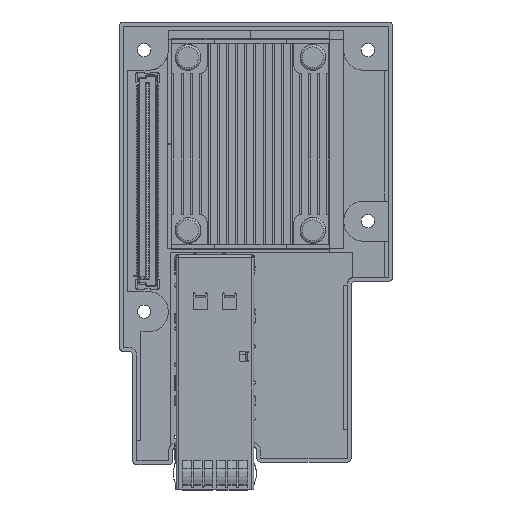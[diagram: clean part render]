
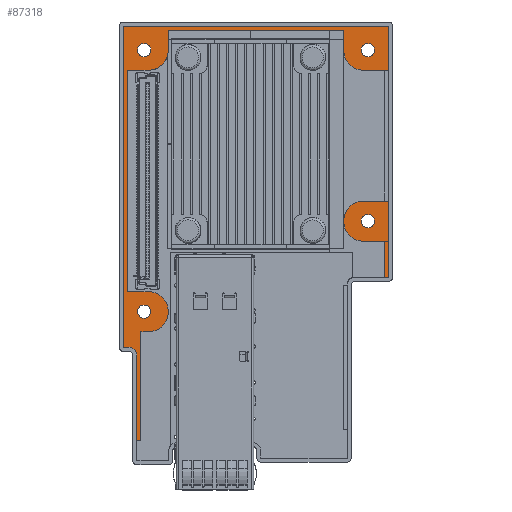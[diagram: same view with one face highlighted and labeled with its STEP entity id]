
A CAD part, top view. The second image highlights one B-rep face of the part: STEP entity #87318.
In plain terms, the highlighted planar face has unit normal (0, 0, 1).
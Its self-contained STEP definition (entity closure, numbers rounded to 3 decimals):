
#1454=CIRCLE('',#92751,1.65);
#1456=CIRCLE('',#92754,1.65);
#1466=CIRCLE('',#92769,1.65);
#1468=CIRCLE('',#92772,1.65);
#1514=CIRCLE('',#92849,5.);
#1515=CIRCLE('',#92850,2.);
#1516=CIRCLE('',#92851,5.);
#1517=CIRCLE('',#92852,5.);
#1518=CIRCLE('',#92853,5.);
#3873=FACE_BOUND('',#12941,.T.);
#3874=FACE_BOUND('',#12942,.T.);
#3875=FACE_BOUND('',#12943,.T.);
#3876=FACE_BOUND('',#12944,.T.);
#8384=FACE_OUTER_BOUND('',#12940,.T.);
#12940=EDGE_LOOP('',(#78372,#78373,#78374,#78375,#78376,#78377,#78378,#78379,
#78380,#78381,#78382,#78383,#78384,#78385,#78386,#78387,#78388,#78389,#78390,
#78391,#78392,#78393,#78394,#78395,#78396));
#12941=EDGE_LOOP('',(#78397));
#12942=EDGE_LOOP('',(#78398));
#12943=EDGE_LOOP('',(#78399));
#12944=EDGE_LOOP('',(#78400));
#23378=LINE('',#143952,#34149);
#23381=LINE('',#143961,#34152);
#23382=LINE('',#143963,#34153);
#23383=LINE('',#143965,#34154);
#23384=LINE('',#143967,#34155);
#23385=LINE('',#143969,#34156);
#23386=LINE('',#143971,#34157);
#23387=LINE('',#143973,#34158);
#23388=LINE('',#143977,#34159);
#23389=LINE('',#143979,#34160);
#23390=LINE('',#143981,#34161);
#23391=LINE('',#143983,#34162);
#23392=LINE('',#143987,#34163);
#23393=LINE('',#143989,#34164);
#23394=LINE('',#143991,#34165);
#23395=LINE('',#143995,#34166);
#23396=LINE('',#143997,#34167);
#23397=LINE('',#143999,#34168);
#23398=LINE('',#144002,#34169);
#23399=LINE('',#144003,#34170);
#34149=VECTOR('',#113819,32.5);
#34152=VECTOR('',#113826,5.2);
#34153=VECTOR('',#113827,8.9);
#34154=VECTOR('',#113828,1.);
#34155=VECTOR('',#113829,62.4);
#34156=VECTOR('',#113830,66.);
#34157=VECTOR('',#113831,79.85);
#34158=VECTOR('',#113832,1.4);
#34159=VECTOR('',#113835,21.2);
#34160=VECTOR('',#113836,1.);
#34161=VECTOR('',#113837,27.05);
#34162=VECTOR('',#113838,1.8);
#34163=VECTOR('',#113841,5.2);
#34164=VECTOR('',#113842,55.);
#34165=VECTOR('',#113843,5.2);
#34166=VECTOR('',#113846,5.);
#34167=VECTOR('',#113847,43.6);
#34168=VECTOR('',#113848,5.);
#34169=VECTOR('',#113851,6.15);
#34170=VECTOR('',#113852,6.15);
#42144=VERTEX_POINT('',#143717);
#42146=VERTEX_POINT('',#143722);
#42156=VERTEX_POINT('',#143747);
#42158=VERTEX_POINT('',#143752);
#42241=VERTEX_POINT('',#143949);
#42242=VERTEX_POINT('',#143951);
#42244=VERTEX_POINT('',#143957);
#42245=VERTEX_POINT('',#143958);
#42246=VERTEX_POINT('',#143960);
#42247=VERTEX_POINT('',#143962);
#42248=VERTEX_POINT('',#143964);
#42249=VERTEX_POINT('',#143966);
#42250=VERTEX_POINT('',#143968);
#42251=VERTEX_POINT('',#143970);
#42252=VERTEX_POINT('',#143972);
#42253=VERTEX_POINT('',#143974);
#42254=VERTEX_POINT('',#143976);
#42255=VERTEX_POINT('',#143978);
#42256=VERTEX_POINT('',#143980);
#42257=VERTEX_POINT('',#143982);
#42258=VERTEX_POINT('',#143984);
#42259=VERTEX_POINT('',#143986);
#42260=VERTEX_POINT('',#143988);
#42261=VERTEX_POINT('',#143990);
#42262=VERTEX_POINT('',#143992);
#42263=VERTEX_POINT('',#143994);
#42264=VERTEX_POINT('',#143996);
#42265=VERTEX_POINT('',#143998);
#42266=VERTEX_POINT('',#144000);
#54292=EDGE_CURVE('',#42144,#42144,#1454,.T.);
#54294=EDGE_CURVE('',#42146,#42146,#1456,.T.);
#54304=EDGE_CURVE('',#42156,#42156,#1466,.T.);
#54306=EDGE_CURVE('',#42158,#42158,#1468,.T.);
#54391=EDGE_CURVE('',#42242,#42241,#23378,.T.);
#54394=EDGE_CURVE('',#42244,#42245,#1514,.T.);
#54395=EDGE_CURVE('',#42245,#42246,#23381,.T.);
#54396=EDGE_CURVE('',#42246,#42247,#23382,.T.);
#54397=EDGE_CURVE('',#42247,#42248,#23383,.T.);
#54398=EDGE_CURVE('',#42248,#42249,#23384,.T.);
#54399=EDGE_CURVE('',#42249,#42250,#23385,.T.);
#54400=EDGE_CURVE('',#42250,#42251,#23386,.T.);
#54401=EDGE_CURVE('',#42251,#42252,#23387,.T.);
#54402=EDGE_CURVE('',#42252,#42253,#1515,.T.);
#54403=EDGE_CURVE('',#42253,#42254,#23388,.T.);
#54404=EDGE_CURVE('',#42254,#42255,#23389,.T.);
#54405=EDGE_CURVE('',#42255,#42256,#23390,.T.);
#54406=EDGE_CURVE('',#42256,#42257,#23391,.T.);
#54407=EDGE_CURVE('',#42257,#42258,#1516,.T.);
#54408=EDGE_CURVE('',#42258,#42259,#23392,.T.);
#54409=EDGE_CURVE('',#42259,#42260,#23393,.T.);
#54410=EDGE_CURVE('',#42260,#42261,#23394,.T.);
#54411=EDGE_CURVE('',#42261,#42262,#1517,.T.);
#54412=EDGE_CURVE('',#42262,#42263,#23395,.T.);
#54413=EDGE_CURVE('',#42263,#42264,#23396,.T.);
#54414=EDGE_CURVE('',#42264,#42265,#23397,.T.);
#54415=EDGE_CURVE('',#42265,#42266,#1518,.T.);
#54416=EDGE_CURVE('',#42266,#42242,#23398,.T.);
#54417=EDGE_CURVE('',#42241,#42244,#23399,.T.);
#78372=ORIENTED_EDGE('',*,*,#54394,.T.);
#78373=ORIENTED_EDGE('',*,*,#54395,.T.);
#78374=ORIENTED_EDGE('',*,*,#54396,.T.);
#78375=ORIENTED_EDGE('',*,*,#54397,.T.);
#78376=ORIENTED_EDGE('',*,*,#54398,.T.);
#78377=ORIENTED_EDGE('',*,*,#54399,.T.);
#78378=ORIENTED_EDGE('',*,*,#54400,.T.);
#78379=ORIENTED_EDGE('',*,*,#54401,.T.);
#78380=ORIENTED_EDGE('',*,*,#54402,.T.);
#78381=ORIENTED_EDGE('',*,*,#54403,.T.);
#78382=ORIENTED_EDGE('',*,*,#54404,.T.);
#78383=ORIENTED_EDGE('',*,*,#54405,.T.);
#78384=ORIENTED_EDGE('',*,*,#54406,.T.);
#78385=ORIENTED_EDGE('',*,*,#54407,.T.);
#78386=ORIENTED_EDGE('',*,*,#54408,.T.);
#78387=ORIENTED_EDGE('',*,*,#54409,.T.);
#78388=ORIENTED_EDGE('',*,*,#54410,.T.);
#78389=ORIENTED_EDGE('',*,*,#54411,.T.);
#78390=ORIENTED_EDGE('',*,*,#54412,.T.);
#78391=ORIENTED_EDGE('',*,*,#54413,.T.);
#78392=ORIENTED_EDGE('',*,*,#54414,.T.);
#78393=ORIENTED_EDGE('',*,*,#54415,.T.);
#78394=ORIENTED_EDGE('',*,*,#54416,.T.);
#78395=ORIENTED_EDGE('',*,*,#54391,.T.);
#78396=ORIENTED_EDGE('',*,*,#54417,.T.);
#78397=ORIENTED_EDGE('',*,*,#54292,.T.);
#78398=ORIENTED_EDGE('',*,*,#54294,.T.);
#78399=ORIENTED_EDGE('',*,*,#54304,.T.);
#78400=ORIENTED_EDGE('',*,*,#54306,.T.);
#83008=PLANE('',#92848);
#87318=ADVANCED_FACE('',(#8384,#3873,#3874,#3875,#3876),#83008,.T.);
#92751=AXIS2_PLACEMENT_3D('',#143718,#113586,#113587);
#92754=AXIS2_PLACEMENT_3D('',#143723,#113592,#113593);
#92769=AXIS2_PLACEMENT_3D('',#143748,#113622,#113623);
#92772=AXIS2_PLACEMENT_3D('',#143753,#113628,#113629);
#92848=AXIS2_PLACEMENT_3D('',#143956,#113822,#113823);
#92849=AXIS2_PLACEMENT_3D('',#143959,#113824,#113825);
#92850=AXIS2_PLACEMENT_3D('',#143975,#113833,#113834);
#92851=AXIS2_PLACEMENT_3D('',#143985,#113839,#113840);
#92852=AXIS2_PLACEMENT_3D('',#143993,#113844,#113845);
#92853=AXIS2_PLACEMENT_3D('',#144001,#113849,#113850);
#113586=DIRECTION('center_axis',(0.,0.,-1.));
#113587=DIRECTION('ref_axis',(-1.,0.,0.));
#113592=DIRECTION('center_axis',(0.,0.,-1.));
#113593=DIRECTION('ref_axis',(-1.,0.,0.));
#113622=DIRECTION('center_axis',(0.,0.,-1.));
#113623=DIRECTION('ref_axis',(-1.,0.,0.));
#113628=DIRECTION('center_axis',(0.,0.,-1.));
#113629=DIRECTION('ref_axis',(-1.,0.,0.));
#113819=DIRECTION('',(0.,-1.,0.));
#113822=DIRECTION('center_axis',(0.,0.,1.));
#113823=DIRECTION('ref_axis',(1.,0.,0.));
#113824=DIRECTION('center_axis',(0.,0.,1.));
#113825=DIRECTION('ref_axis',(0.,1.,0.));
#113826=DIRECTION('',(1.,0.,0.));
#113827=DIRECTION('',(0.,-1.,0.));
#113828=DIRECTION('',(1.,0.,0.));
#113829=DIRECTION('',(0.,1.,0.));
#113830=DIRECTION('',(-1.,0.,0.));
#113831=DIRECTION('',(0.,-1.,0.));
#113832=DIRECTION('',(1.,0.,0.));
#113833=DIRECTION('center_axis',(0.,0.,-1.));
#113834=DIRECTION('ref_axis',(-1.,0.,0.));
#113835=DIRECTION('',(0.,-1.,0.));
#113836=DIRECTION('',(1.,0.,0.));
#113837=DIRECTION('',(0.,1.,0.));
#113838=DIRECTION('',(1.,0.,0.));
#113839=DIRECTION('center_axis',(0.,0.,1.));
#113840=DIRECTION('ref_axis',(0.,-1.,0.));
#113841=DIRECTION('',(-1.,0.,0.));
#113842=DIRECTION('',(0.,1.,0.));
#113843=DIRECTION('',(1.,0.,0.));
#113844=DIRECTION('center_axis',(0.,0.,1.));
#113845=DIRECTION('ref_axis',(0.,-1.,0.));
#113846=DIRECTION('',(0.,1.,0.));
#113847=DIRECTION('',(1.,0.,0.));
#113848=DIRECTION('',(0.,-1.,0.));
#113849=DIRECTION('center_axis',(0.,0.,1.));
#113850=DIRECTION('ref_axis',(-1.,0.,0.));
#113851=DIRECTION('',(1.,0.,0.));
#113852=DIRECTION('',(-1.,0.,0.));
#143717=CARTESIAN_POINT('',(63.45,60.55,0.83));
#143718=CARTESIAN_POINT('Origin',(61.8,60.55,0.83));
#143722=CARTESIAN_POINT('',(7.85,103.05,0.83));
#143723=CARTESIAN_POINT('Origin',(6.2,103.05,0.83));
#143747=CARTESIAN_POINT('',(7.85,38.05,0.83));
#143748=CARTESIAN_POINT('Origin',(6.2,38.05,0.83));
#143752=CARTESIAN_POINT('',(63.45,103.05,0.83));
#143753=CARTESIAN_POINT('Origin',(61.8,103.05,0.83));
#143949=CARTESIAN_POINT('',(66.95,65.55,0.83));
#143951=CARTESIAN_POINT('',(66.95,98.05,0.83));
#143952=CARTESIAN_POINT('',(66.95,98.05,0.83));
#143956=CARTESIAN_POINT('Origin',(29.119,75.009,0.83));
#143957=CARTESIAN_POINT('',(60.8,65.55,0.83));
#143958=CARTESIAN_POINT('',(60.8,55.55,0.83));
#143959=CARTESIAN_POINT('Origin',(60.8,60.55,0.83));
#143960=CARTESIAN_POINT('',(66.,55.55,0.83));
#143961=CARTESIAN_POINT('',(60.8,55.55,0.83));
#143962=CARTESIAN_POINT('',(66.,46.65,0.83));
#143963=CARTESIAN_POINT('',(66.,55.55,0.83));
#143964=CARTESIAN_POINT('',(67.,46.65,0.83));
#143965=CARTESIAN_POINT('',(66.,46.65,0.83));
#143966=CARTESIAN_POINT('',(67.,109.05,0.83));
#143967=CARTESIAN_POINT('',(67.,46.65,0.83));
#143968=CARTESIAN_POINT('',(1.,109.05,0.83));
#143969=CARTESIAN_POINT('',(67.,109.05,0.83));
#143970=CARTESIAN_POINT('',(1.,29.2,0.83));
#143971=CARTESIAN_POINT('',(1.,109.05,0.83));
#143972=CARTESIAN_POINT('',(2.4,29.2,0.83));
#143973=CARTESIAN_POINT('',(1.,29.2,0.83));
#143974=CARTESIAN_POINT('',(4.4,27.2,0.83));
#143975=CARTESIAN_POINT('Origin',(2.4,27.2,0.83));
#143976=CARTESIAN_POINT('',(4.4,6.,0.83));
#143977=CARTESIAN_POINT('',(4.4,27.2,0.83));
#143978=CARTESIAN_POINT('',(5.4,6.,0.83));
#143979=CARTESIAN_POINT('',(4.4,6.,0.83));
#143980=CARTESIAN_POINT('',(5.4,33.05,0.83));
#143981=CARTESIAN_POINT('',(5.4,6.,0.83));
#143982=CARTESIAN_POINT('',(7.2,33.05,0.83));
#143983=CARTESIAN_POINT('',(5.4,33.05,0.83));
#143984=CARTESIAN_POINT('',(7.2,43.05,0.83));
#143985=CARTESIAN_POINT('Origin',(7.2,38.05,0.83));
#143986=CARTESIAN_POINT('',(2.,43.05,0.83));
#143987=CARTESIAN_POINT('',(7.2,43.05,0.83));
#143988=CARTESIAN_POINT('',(2.,98.05,0.83));
#143989=CARTESIAN_POINT('',(2.,43.05,0.83));
#143990=CARTESIAN_POINT('',(7.2,98.05,0.83));
#143991=CARTESIAN_POINT('',(2.,98.05,0.83));
#143992=CARTESIAN_POINT('',(12.2,103.05,0.83));
#143993=CARTESIAN_POINT('Origin',(7.2,103.05,0.83));
#143994=CARTESIAN_POINT('',(12.2,108.05,0.83));
#143995=CARTESIAN_POINT('',(12.2,103.05,0.83));
#143996=CARTESIAN_POINT('',(55.8,108.05,0.83));
#143997=CARTESIAN_POINT('',(12.2,108.05,0.83));
#143998=CARTESIAN_POINT('',(55.8,103.05,0.83));
#143999=CARTESIAN_POINT('',(55.8,108.05,0.83));
#144000=CARTESIAN_POINT('',(60.8,98.05,0.83));
#144001=CARTESIAN_POINT('Origin',(60.8,103.05,0.83));
#144002=CARTESIAN_POINT('',(60.8,98.05,0.83));
#144003=CARTESIAN_POINT('',(66.95,65.55,0.83));
